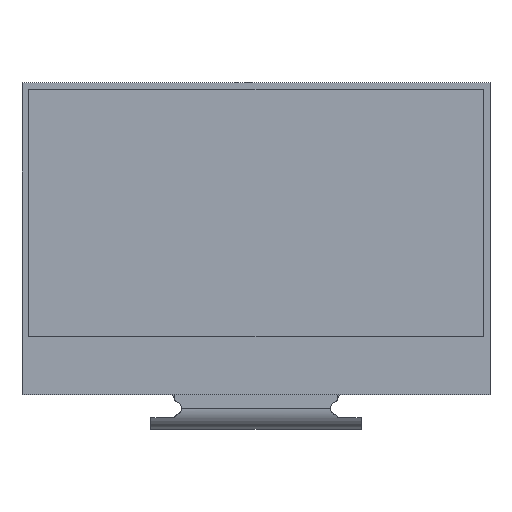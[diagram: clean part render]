
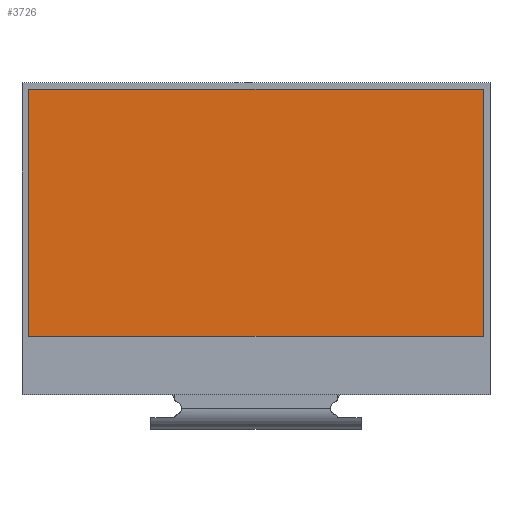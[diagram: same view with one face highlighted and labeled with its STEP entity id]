
A CAD part, top view. The second image highlights one B-rep face of the part: STEP entity #3726.
In plain terms, the highlighted planar face has unit normal (0, 0, 1).
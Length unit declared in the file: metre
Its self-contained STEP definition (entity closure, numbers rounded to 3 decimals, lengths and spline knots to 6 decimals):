
#304=ORIENTED_EDGE('',*,*,#1322,.F.);
#305=ORIENTED_EDGE('',*,*,#1326,.T.);
#306=ORIENTED_EDGE('',*,*,#1329,.T.);
#307=ORIENTED_EDGE('',*,*,#1331,.F.);
#1322=EDGE_CURVE('',#1844,#1845,#2206,.T.);
#1326=EDGE_CURVE('',#1844,#1847,#2210,.T.);
#1329=EDGE_CURVE('',#1847,#1849,#2213,.T.);
#1331=EDGE_CURVE('',#1845,#1849,#2215,.T.);
#1844=VERTEX_POINT('',#5977);
#1845=VERTEX_POINT('',#5979);
#1847=VERTEX_POINT('',#5985);
#1849=VERTEX_POINT('',#5991);
#2206=LINE('',#5978,#2696);
#2210=LINE('',#5986,#2700);
#2213=LINE('',#5992,#2703);
#2215=LINE('',#5995,#2705);
#2696=VECTOR('',#5042,1.);
#2700=VECTOR('',#5048,1.);
#2703=VECTOR('',#5053,1.);
#2705=VECTOR('',#5057,1.);
#3174=EDGE_LOOP('',(#304,#305,#306,#307));
#3364=FACE_BOUND('',#3174,.T.);
#3553=PLANE('',#4778);
#3726=ADVANCED_FACE('',(#3364),#3553,.T.);
#4778=AXIS2_PLACEMENT_3D('',#5996,#5058,#5059);
#5042=DIRECTION('',(1.,0.,0.));
#5048=DIRECTION('',(0.,-1.,0.));
#5053=DIRECTION('',(1.,0.,0.));
#5057=DIRECTION('',(0.,-1.,0.));
#5058=DIRECTION('',(0.,0.,1.));
#5059=DIRECTION('',(1.,0.,0.));
#5977=CARTESIAN_POINT('',(-0.01675,0.011,0.00075));
#5978=CARTESIAN_POINT('',(0.,0.011,0.00075));
#5979=CARTESIAN_POINT('',(0.01675,0.011,0.00075));
#5985=CARTESIAN_POINT('',(-0.01675,-0.0072,0.00075));
#5986=CARTESIAN_POINT('',(-0.01675,0.0019,0.00075));
#5991=CARTESIAN_POINT('',(0.01675,-0.0072,0.00075));
#5992=CARTESIAN_POINT('',(0.,-0.0072,0.00075));
#5995=CARTESIAN_POINT('',(0.01675,0.0019,0.00075));
#5996=CARTESIAN_POINT('',(0.,0.,0.00075));
